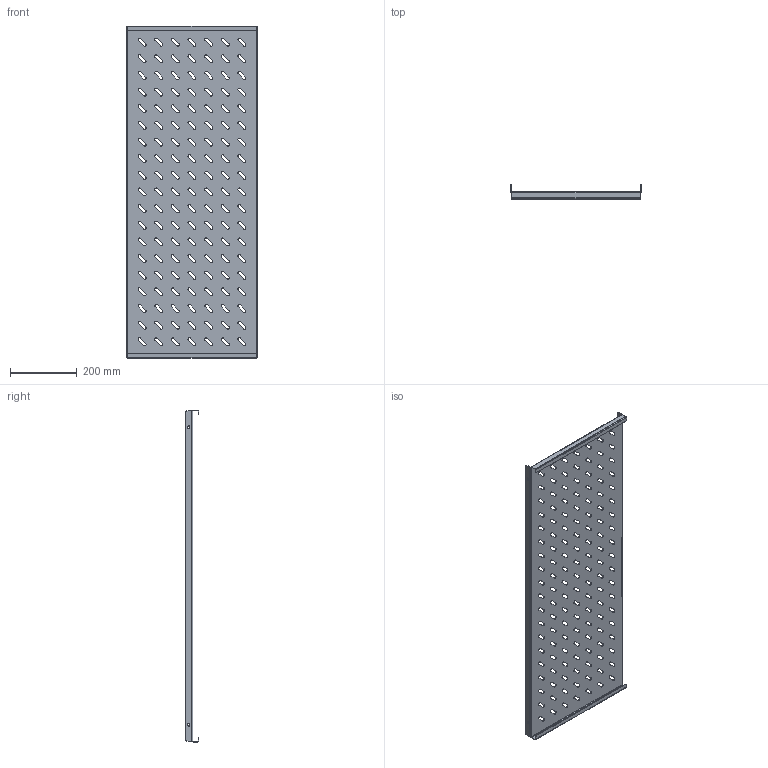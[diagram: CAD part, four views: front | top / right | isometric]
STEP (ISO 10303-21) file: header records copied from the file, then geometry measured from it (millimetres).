
FILE_DESCRIPTION (( 'STEP AP214' ), '1' );
FILE_NAME ('945.252.STEP', '2024-09-20T11:18:54', ( '' ), ( '' ), 'SwSTEP 2.0', 'SolidWorks 2021', '' );
FILE_SCHEMA (( 'AUTOMOTIVE_DESIGN' ));
Length unit declared in the file: millimetre
Products named in the file (1): 945.252
Bounding box: 392 x 41 x 997 mm (x, y, z)
Volume: 631613.8 mm3; surface area: 860844.6 mm2
Topology: 1 solids, 1 shells, 733 faces, 2165 edges, 1434 vertices
Faces by surface type: cylinder 427, plane 306
Entity records: 25331 total; most frequent: DIRECTION 4487, CARTESIAN_POINT 4333, ORIENTED_EDGE 4330, EDGE_CURVE 2165, AXIS2_PLACEMENT_3D 1588, VERTEX_POINT 1434, LINE 1311, VECTOR 1311
